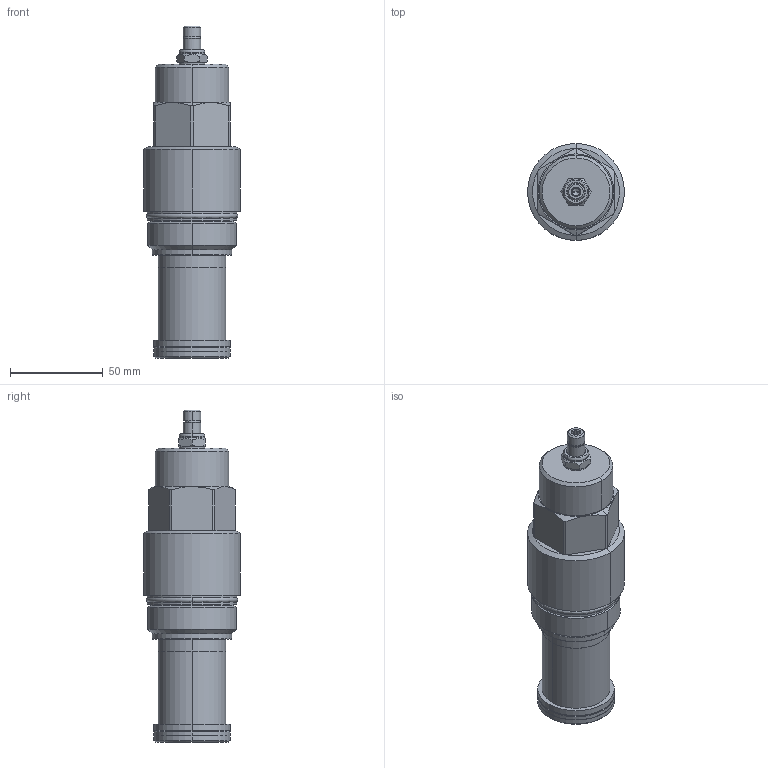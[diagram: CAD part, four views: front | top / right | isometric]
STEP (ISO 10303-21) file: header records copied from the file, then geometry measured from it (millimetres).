
FILE_DESCRIPTION((''),'2;1');
FILE_NAME('RDJA-LAN_PRT','2016-02-03T',('Administrator'),(''),'PRO/ENGINEER BY PARAMETRIC TECHNOLOGY CORPORATION, 2006240','PRO/ENGINEER BY PARAMETRIC TECHNOLOGY CORPORATION, 2006240','');
FILE_SCHEMA(('CONFIG_CONTROL_DESIGN'));
Length unit declared in the file: inch
Products named in the file (1): RDJA-LAN_PRT
Bounding box: 52.3 x 52.3 x 179.17 mm (x, y, z)
Volume: 217203.6 mm3; surface area: 42717.1 mm2
Topology: 2 solids, 2 shells, 227 faces, 492 edges, 295 vertices
Faces by surface type: cylinder 83, plane 69, cone 46, torus 21, revolution 6, sphere 2
Entity records: 7218 total; most frequent: CARTESIAN_POINT 2100, DIRECTION 1164, ORIENTED_EDGE 980, EDGE_CURVE 490, AXIS2_PLACEMENT_3D 489, VERTEX_POINT 295, CIRCLE 268, EDGE_LOOP 257
